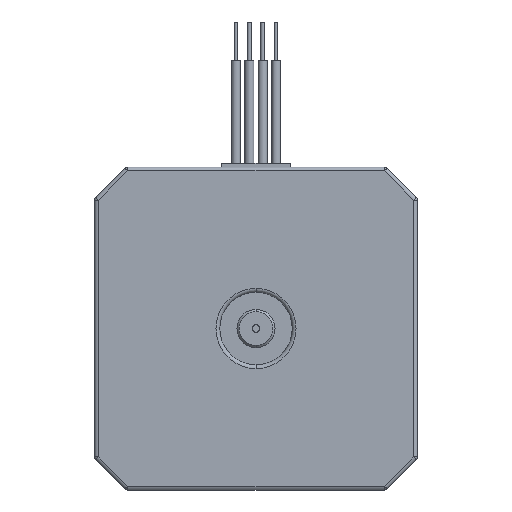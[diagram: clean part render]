
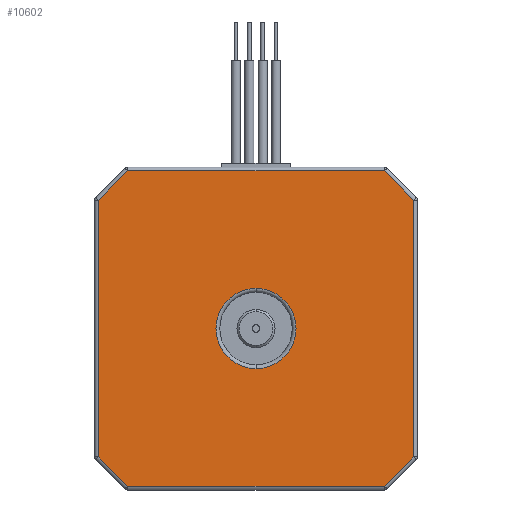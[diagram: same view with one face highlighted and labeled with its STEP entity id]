
A CAD part, front view. The second image highlights one B-rep face of the part: STEP entity #10602.
In plain terms, the highlighted planar face has unit normal (0, -1, 0).
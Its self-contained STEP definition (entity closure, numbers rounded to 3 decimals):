
#634 = CARTESIAN_POINT ( 'NONE',  ( 20.65, 0., 16.827 ) ) ;
#1041 = ORIENTED_EDGE ( 'NONE', *, *, #21894, .T. ) ;
#1589 = EDGE_LOOP ( 'NONE', ( #22835, #17795 ) ) ;
#1626 = VECTOR ( 'NONE', #3527, 1000. ) ;
#1830 = CARTESIAN_POINT ( 'NONE',  ( -20.65, 0., 0. ) ) ;
#1841 = DIRECTION ( 'NONE',  ( 1., 0., 0. ) ) ;
#1865 = EDGE_CURVE ( 'NONE', #3935, #13602, #18974, .T. ) ;
#2562 = EDGE_CURVE ( 'NONE', #3106, #21747, #20068, .T. ) ;
#2684 = DIRECTION ( 'NONE',  ( -0.707, 0., 0.707 ) ) ;
#3091 = VERTEX_POINT ( 'NONE', #5576 ) ;
#3106 = VERTEX_POINT ( 'NONE', #3872 ) ;
#3527 = DIRECTION ( 'NONE',  ( 0.707, 0., -0.707 ) ) ;
#3627 = DIRECTION ( 'NONE',  ( 0., 0., -1. ) ) ;
#3739 = CARTESIAN_POINT ( 'NONE',  ( 0., 0., -5.25 ) ) ;
#3812 = ORIENTED_EDGE ( 'NONE', *, *, #11197, .T. ) ;
#3872 = CARTESIAN_POINT ( 'NONE',  ( 16.827, 0., -20.65 ) ) ;
#3935 = VERTEX_POINT ( 'NONE', #10805 ) ;
#4598 = DIRECTION ( 'NONE',  ( 0., 0., 1. ) ) ;
#4614 = LINE ( 'NONE', #10472, #8472 ) ;
#5423 = DIRECTION ( 'NONE',  ( 0.707, 0., 0.707 ) ) ;
#5463 = ORIENTED_EDGE ( 'NONE', *, *, #1865, .T. ) ;
#5576 = CARTESIAN_POINT ( 'NONE',  ( 16.827, 0., 20.65 ) ) ;
#5880 = AXIS2_PLACEMENT_3D ( 'NONE', #22737, #18584, #18207 ) ;
#6435 = EDGE_CURVE ( 'NONE', #13472, #9512, #24291, .T. ) ;
#6475 = EDGE_CURVE ( 'NONE', #10331, #3091, #7745, .T. ) ;
#7418 = VECTOR ( 'NONE', #4598, 1000. ) ;
#7650 = EDGE_CURVE ( 'NONE', #18775, #3106, #18274, .T. ) ;
#7745 = LINE ( 'NONE', #23729, #26540 ) ;
#8408 = CARTESIAN_POINT ( 'NONE',  ( -16.827, 0., 20.65 ) ) ;
#8472 = VECTOR ( 'NONE', #12477, 1000. ) ;
#9512 = VERTEX_POINT ( 'NONE', #10115 ) ;
#9571 = EDGE_CURVE ( 'NONE', #3091, #23569, #4614, .T. ) ;
#9582 = CARTESIAN_POINT ( 'NONE',  ( -16.827, 0., -20.65 ) ) ;
#10115 = CARTESIAN_POINT ( 'NONE',  ( 0., 0., 5.25 ) ) ;
#10331 = VERTEX_POINT ( 'NONE', #634 ) ;
#10472 = CARTESIAN_POINT ( 'NONE',  ( 0., 0., 20.65 ) ) ;
#10602 = ADVANCED_FACE ( 'NONE', ( #17536, #12069 ), #14495, .F. ) ;
#10805 = CARTESIAN_POINT ( 'NONE',  ( -20.65, 0., 16.827 ) ) ;
#11197 = EDGE_CURVE ( 'NONE', #13602, #18775, #20039, .T. ) ;
#12069 = FACE_BOUND ( 'NONE', #1589, .T. ) ;
#12477 = DIRECTION ( 'NONE',  ( -1., 0., 0. ) ) ;
#12696 = DIRECTION ( 'NONE',  ( 0., 1., 0. ) ) ;
#12797 = VECTOR ( 'NONE', #1841, 1000. ) ;
#12853 = CARTESIAN_POINT ( 'NONE',  ( 0., 0., 0. ) ) ;
#13121 = CARTESIAN_POINT ( 'NONE',  ( 0., 0., 0. ) ) ;
#13472 = VERTEX_POINT ( 'NONE', #3739 ) ;
#13602 = VERTEX_POINT ( 'NONE', #15482 ) ;
#14038 = EDGE_LOOP ( 'NONE', ( #22087, #15258, #25759, #5463, #3812, #26281, #22386, #1041 ) ) ;
#14495 = PLANE ( 'NONE',  #5880 ) ;
#14574 = VECTOR ( 'NONE', #5423, 1000. ) ;
#14580 = EDGE_CURVE ( 'NONE', #23569, #3935, #15560, .T. ) ;
#15258 = ORIENTED_EDGE ( 'NONE', *, *, #9571, .T. ) ;
#15482 = CARTESIAN_POINT ( 'NONE',  ( -20.65, 0., -16.827 ) ) ;
#15560 = LINE ( 'NONE', #19930, #23719 ) ;
#17007 = DIRECTION ( 'NONE',  ( 0., 1., 0. ) ) ;
#17536 = FACE_OUTER_BOUND ( 'NONE', #14038, .T. ) ;
#17620 = AXIS2_PLACEMENT_3D ( 'NONE', #13121, #17007, #21086 ) ;
#17795 = ORIENTED_EDGE ( 'NONE', *, *, #6435, .T. ) ;
#18207 = DIRECTION ( 'NONE',  ( 0., 0., 1. ) ) ;
#18274 = LINE ( 'NONE', #24277, #12797 ) ;
#18305 = CARTESIAN_POINT ( 'NONE',  ( 20.65, 0., -16.827 ) ) ;
#18584 = DIRECTION ( 'NONE',  ( 0., 1., 0. ) ) ;
#18729 = LINE ( 'NONE', #19018, #7418 ) ;
#18775 = VERTEX_POINT ( 'NONE', #9582 ) ;
#18974 = LINE ( 'NONE', #1830, #19308 ) ;
#19018 = CARTESIAN_POINT ( 'NONE',  ( 20.65, 0., 17.034 ) ) ;
#19308 = VECTOR ( 'NONE', #3627, 1000. ) ;
#19930 = CARTESIAN_POINT ( 'NONE',  ( -20.796, 0., 16.68 ) ) ;
#20039 = LINE ( 'NONE', #23896, #1626 ) ;
#20068 = LINE ( 'NONE', #22034, #14574 ) ;
#20993 = DIRECTION ( 'NONE',  ( 0., 0., 1. ) ) ;
#21086 = DIRECTION ( 'NONE',  ( 0., 0., 1. ) ) ;
#21747 = VERTEX_POINT ( 'NONE', #18305 ) ;
#21894 = EDGE_CURVE ( 'NONE', #21747, #10331, #18729, .T. ) ;
#22034 = CARTESIAN_POINT ( 'NONE',  ( 20.796, 0., -16.68 ) ) ;
#22087 = ORIENTED_EDGE ( 'NONE', *, *, #6475, .T. ) ;
#22386 = ORIENTED_EDGE ( 'NONE', *, *, #2562, .T. ) ;
#22737 = CARTESIAN_POINT ( 'NONE',  ( 0., 0., 0. ) ) ;
#22747 = AXIS2_PLACEMENT_3D ( 'NONE', #12853, #12696, #20993 ) ;
#22835 = ORIENTED_EDGE ( 'NONE', *, *, #25721, .T. ) ;
#23036 = CIRCLE ( 'NONE', #17620, 5.25 ) ;
#23569 = VERTEX_POINT ( 'NONE', #8408 ) ;
#23719 = VECTOR ( 'NONE', #26046, 1000. ) ;
#23729 = CARTESIAN_POINT ( 'NONE',  ( 16.68, 0., 20.796 ) ) ;
#23896 = CARTESIAN_POINT ( 'NONE',  ( -16.68, 0., -20.796 ) ) ;
#24277 = CARTESIAN_POINT ( 'NONE',  ( 17.034, 0., -20.65 ) ) ;
#24291 = CIRCLE ( 'NONE', #22747, 5.25 ) ;
#25721 = EDGE_CURVE ( 'NONE', #9512, #13472, #23036, .T. ) ;
#25759 = ORIENTED_EDGE ( 'NONE', *, *, #14580, .T. ) ;
#26046 = DIRECTION ( 'NONE',  ( -0.707, 0., -0.707 ) ) ;
#26281 = ORIENTED_EDGE ( 'NONE', *, *, #7650, .T. ) ;
#26540 = VECTOR ( 'NONE', #2684, 1000. ) ;
